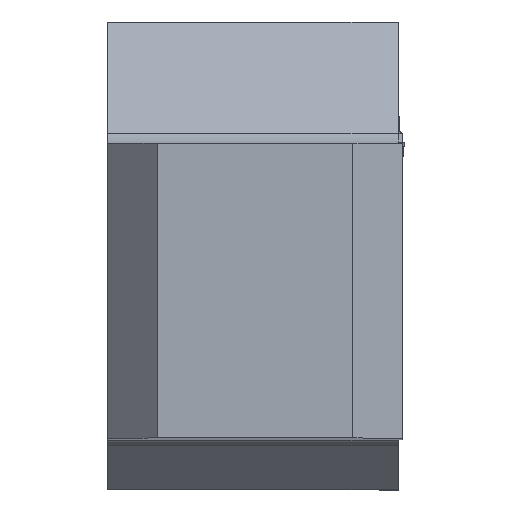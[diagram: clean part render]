
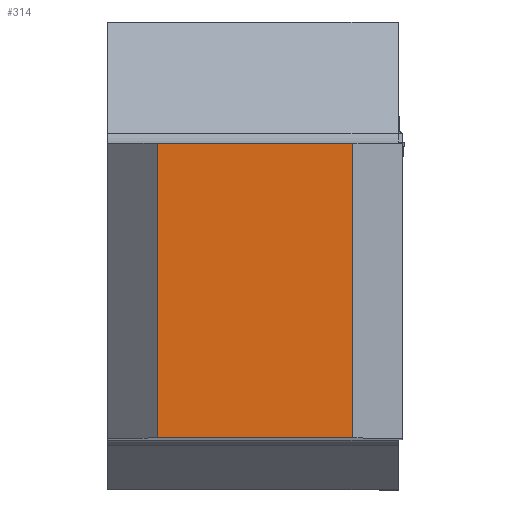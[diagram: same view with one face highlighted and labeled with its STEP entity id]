
A CAD part, top view. The second image highlights one B-rep face of the part: STEP entity #314.
In plain terms, the highlighted planar face has unit normal (0, 0, 1).
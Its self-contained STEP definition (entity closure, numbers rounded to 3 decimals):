
#314=ADVANCED_FACE('CU_BACK_SU1',(#484),#420,.F.);
#420=PLANE('',#2223);
#484=FACE_OUTER_BOUND('',#598,.T.);
#598=EDGE_LOOP('',(#846,#847,#848,#849));
#846=ORIENTED_EDGE('',*,*,#1587,.F.);
#847=ORIENTED_EDGE('',*,*,#1588,.T.);
#848=ORIENTED_EDGE('',*,*,#1589,.T.);
#849=ORIENTED_EDGE('',*,*,#1590,.T.);
#1369=VERTEX_POINT('',#3046);
#1370=VERTEX_POINT('',#3047);
#1371=VERTEX_POINT('',#3049);
#1372=VERTEX_POINT('',#3051);
#1587=EDGE_CURVE('',#1369,#1370,#1863,.T.);
#1588=EDGE_CURVE('',#1369,#1371,#1864,.T.);
#1589=EDGE_CURVE('',#1371,#1372,#1865,.T.);
#1590=EDGE_CURVE('',#1372,#1370,#1866,.T.);
#1863=LINE('',#3045,#2033);
#1864=LINE('',#3048,#2034);
#1865=LINE('',#3050,#2035);
#1866=LINE('',#3052,#2036);
#2033=VECTOR('',#2511,1.);
#2034=VECTOR('',#2512,1.);
#2035=VECTOR('',#2513,1.);
#2036=VECTOR('',#2514,1.);
#2223=AXIS2_PLACEMENT_3D('',#3053,#2515,#2516);
#2511=DIRECTION('',(0.,-1.,0.));
#2512=DIRECTION('',(-1.,0.,0.));
#2513=DIRECTION('',(0.,-1.,0.));
#2514=DIRECTION('',(1.,0.,0.));
#2515=DIRECTION('',(0.,0.,-1.));
#2516=DIRECTION('',(1.,0.,0.));
#3045=CARTESIAN_POINT('',(9.925,0.,0.));
#3046=CARTESIAN_POINT('',(9.925,11.925,0.));
#3047=CARTESIAN_POINT('',(9.925,0.,0.));
#3048=CARTESIAN_POINT('',(-22.596,11.925,0.));
#3049=CARTESIAN_POINT('',(2.,11.925,0.));
#3050=CARTESIAN_POINT('',(2.,0.,0.));
#3051=CARTESIAN_POINT('',(2.,0.,0.));
#3052=CARTESIAN_POINT('',(-22.596,0.,0.));
#3053=CARTESIAN_POINT('',(-22.596,31.925,0.));
